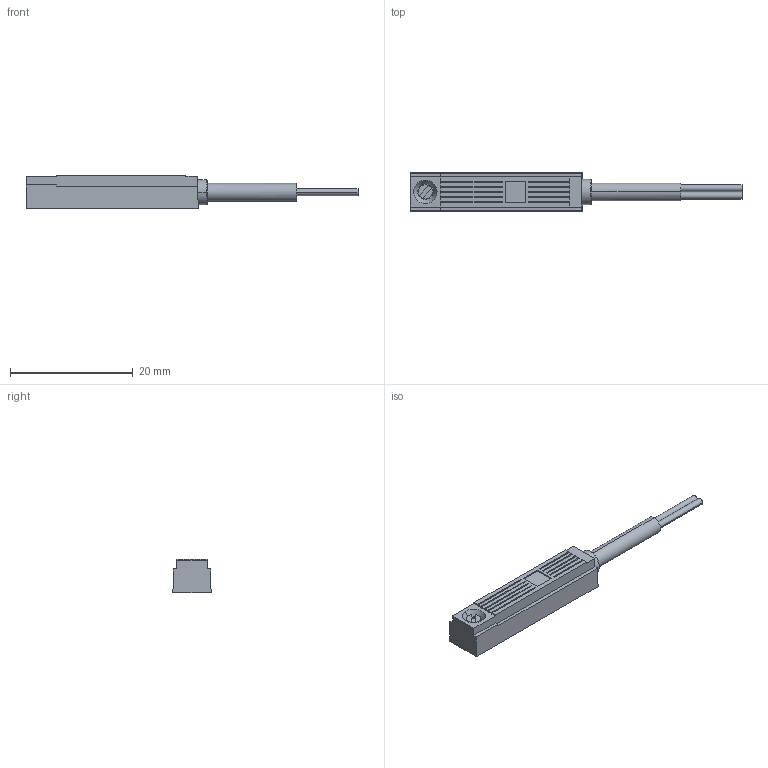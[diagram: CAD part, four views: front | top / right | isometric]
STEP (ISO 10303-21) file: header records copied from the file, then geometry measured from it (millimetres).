
FILE_DESCRIPTION((''),'2;1');
FILE_NAME('BO-36R','2020-05-25T15:41:41',('Administrator'),(''),'CREO PARAMETRIC BY PTC INC, 2018400','CREO PARAMETRIC BY PTC INC, 2018400','');
FILE_SCHEMA(('AUTOMOTIVE_DESIGN { 1 0 10303 214 1 1 1 1 }'));
Length unit declared in the file: millimetre
Products named in the file (1): BO-36R
Bounding box: 54 x 6.2 x 5.5 mm (x, y, z)
Volume: 973.1 mm3; surface area: 1040.1 mm2
Topology: 1 solids, 1 shells, 99 faces, 256 edges, 167 vertices
Faces by surface type: plane 75, cylinder 18, cone 2, torus 2, sphere 2
Entity records: 3211 total; most frequent: CARTESIAN_POINT 588, ORIENTED_EDGE 508, DIRECTION 486, EDGE_CURVE 254, VECTOR 208, LINE 208, VERTEX_POINT 167, AXIS2_PLACEMENT_3D 139
